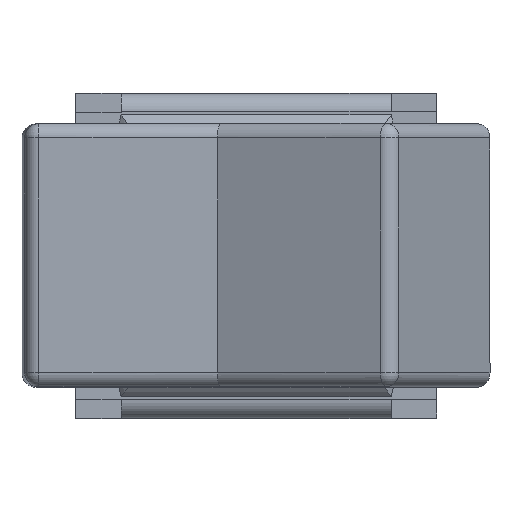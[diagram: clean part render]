
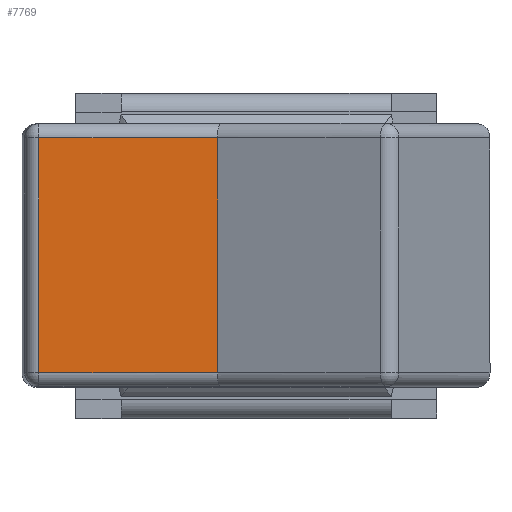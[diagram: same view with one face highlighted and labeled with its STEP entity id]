
A CAD part, top view. The second image highlights one B-rep face of the part: STEP entity #7769.
In plain terms, the highlighted planar face has unit normal (-0.009, 0, 1).
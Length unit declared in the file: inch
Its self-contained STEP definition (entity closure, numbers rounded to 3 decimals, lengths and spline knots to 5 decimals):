
#181=PLANE('',#8396);
#591=FACE_OUTER_BOUND('',#1049,.T.);
#1049=EDGE_LOOP('',(#6138,#6139,#6140,#6141));
#1823=LINE('',#12015,#2715);
#1828=LINE('',#12034,#2720);
#1829=LINE('',#12038,#2721);
#1830=LINE('',#12039,#2722);
#2715=VECTOR('',#9764,0.3937);
#2720=VECTOR('',#9789,0.3937);
#2721=VECTOR('',#9794,0.3937);
#2722=VECTOR('',#9795,0.3937);
#3658=VERTEX_POINT('',#12011);
#3659=VERTEX_POINT('',#12013);
#3663=VERTEX_POINT('',#12033);
#3664=VERTEX_POINT('',#12037);
#4555=EDGE_CURVE('',#3659,#3658,#1823,.T.);
#4564=EDGE_CURVE('',#3658,#3663,#1828,.T.);
#4566=EDGE_CURVE('',#3659,#3664,#1829,.T.);
#4567=EDGE_CURVE('',#3663,#3664,#1830,.T.);
#6138=ORIENTED_EDGE('',*,*,#4555,.F.);
#6139=ORIENTED_EDGE('',*,*,#4566,.T.);
#6140=ORIENTED_EDGE('',*,*,#4567,.F.);
#6141=ORIENTED_EDGE('',*,*,#4564,.F.);
#7769=ADVANCED_FACE('',(#591),#181,.T.);
#8396=AXIS2_PLACEMENT_3D('',#12036,#9792,#9793);
#9764=DIRECTION('',(-1.,0.,-0.009));
#9789=DIRECTION('',(0.,1.,0.));
#9792=DIRECTION('center_axis',(-0.009,0.,
1.));
#9793=DIRECTION('ref_axis',(0.,1.,0.));
#9794=DIRECTION('',(0.,1.,0.));
#9795=DIRECTION('',(1.,0.,0.009));
#12011=CARTESIAN_POINT('',(-0.30122,-0.1628,0.76997));
#12013=CARTESIAN_POINT('',(-0.05352,-0.1628,0.77213));
#12015=CARTESIAN_POINT('',(-0.04,-0.1628,0.77225));
#12033=CARTESIAN_POINT('',(-0.30122,0.1628,0.76997));
#12034=CARTESIAN_POINT('',(-0.30122,-0.18248,0.76997));
#12036=CARTESIAN_POINT('Origin',(-0.05352,-0.18248,
0.77213));
#12037=CARTESIAN_POINT('',(-0.05352,0.1628,0.77213));
#12038=CARTESIAN_POINT('',(-0.05352,-0.18248,0.77213));
#12039=CARTESIAN_POINT('',(-0.04,0.1628,0.77225));
